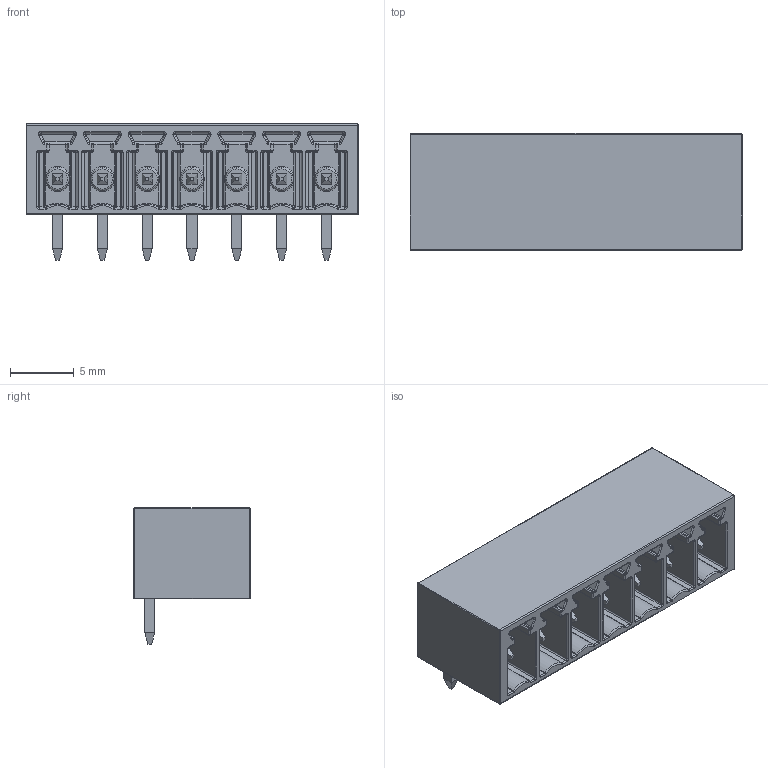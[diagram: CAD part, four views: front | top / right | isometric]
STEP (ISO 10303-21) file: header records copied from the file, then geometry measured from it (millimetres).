
FILE_DESCRIPTION(/* description */ (''),/* implementation_level */ '2;1');
FILE_NAME(/* name */ 'Molex - 395021007.step',/* time_stamp */ '2020-06-25T15:25:07+01:00',/* author */ (''),/* organization */ (''),/* preprocessor_version */ 'ST-DEVELOPER v18.1',/* originating_system */ 'Autodesk Translation Framework v9.3.0.1241',/* authorisation */ '');
FILE_SCHEMA (('AUTOMOTIVE_DESIGN { 1 0 10303 214 3 1 1 }'));
Length unit declared in the file: inch
Products named in the file (1): Molex - 395021007
Bounding box: 25.96 x 9.14 x 10.67 mm (x, y, z)
Volume: 895.1 mm3; surface area: 2372 mm2
Topology: 1 solids, 1 shells, 1041 faces, 2324 edges, 1306 vertices
Faces by surface type: cylinder 376, plane 272, torus 147, bspline 134, sphere 112
Full cylindrical faces by diameter (mm): 1.778 x7
Entity records: 35260 total; most frequent: CARTESIAN_POINT 12366, DIRECTION 4935, ORIENTED_EDGE 4648, EDGE_CURVE 2324, AXIS2_PLACEMENT_3D 1955, VERTEX_POINT 1306, EDGE_LOOP 1062, CIRCLE 1047
